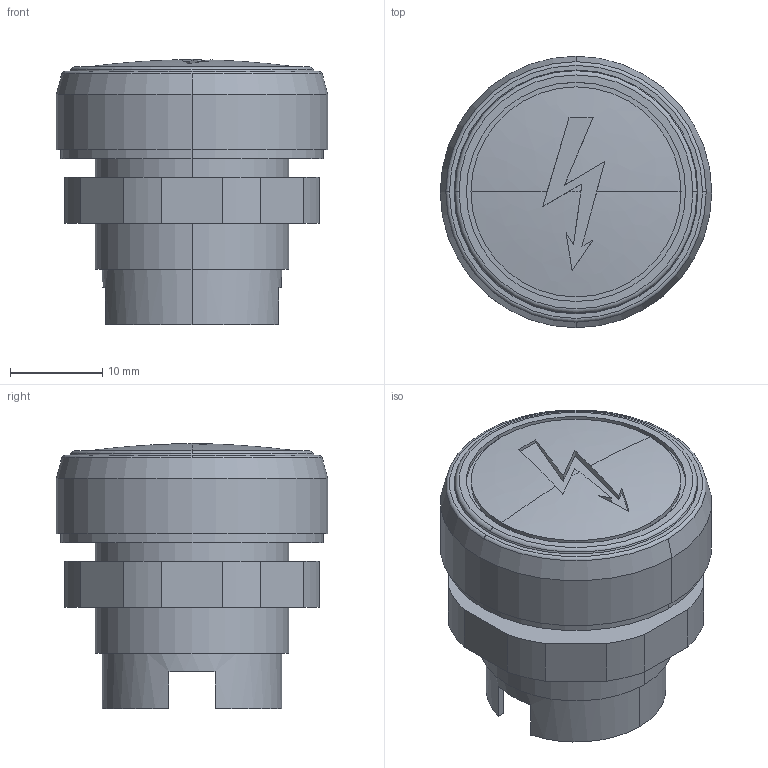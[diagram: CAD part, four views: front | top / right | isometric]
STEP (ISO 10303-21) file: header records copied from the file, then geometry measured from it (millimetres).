
FILE_DESCRIPTION((''),'2;1');
FILE_NAME('3d_LPL1187.stp','2012-10-03T10:23:17',(''),(''),'Mechanical Desktop 2011','Mechanical Desktop 2011',', , ');
FILE_SCHEMA(('CONFIG_CONTROL_DESIGN'));
Length unit declared in the file: millimetre
Products named in the file (1): Product
Bounding box: 29.5 x 29.5 x 28.8 mm (x, y, z)
Volume: 13039.5 mm3; surface area: 4958.5 mm2
Topology: 2 solids, 2 shells, 70 faces, 185 edges, 123 vertices
Faces by surface type: plane 35, cylinder 24, torus 4, cone 4, bspline 3
Entity records: 2393 total; most frequent: CARTESIAN_POINT 524, DIRECTION 384, ORIENTED_EDGE 366, EDGE_CURVE 183, AXIS2_PLACEMENT_3D 148, VERTEX_POINT 123, VECTOR 88, LINE 88
